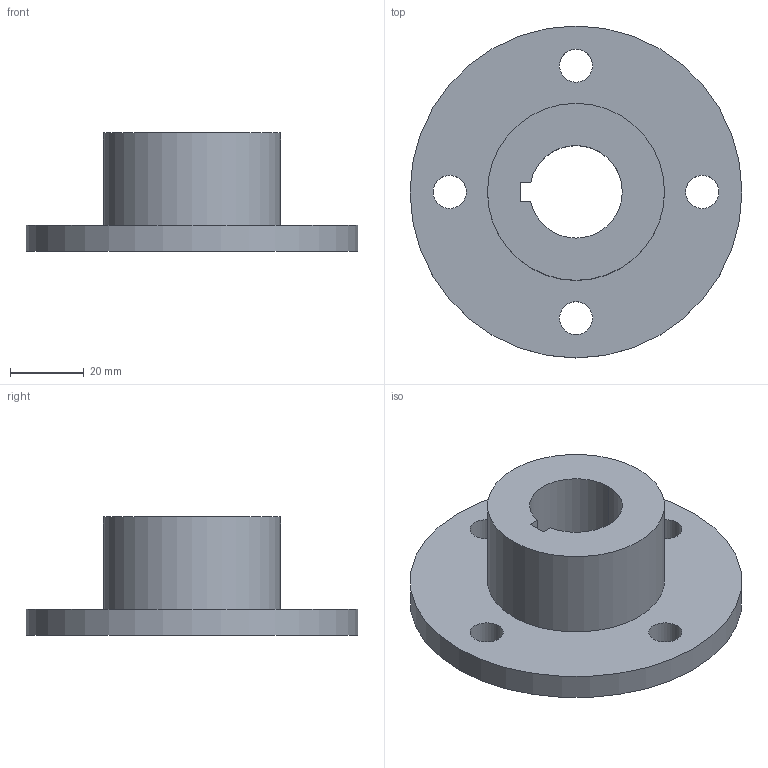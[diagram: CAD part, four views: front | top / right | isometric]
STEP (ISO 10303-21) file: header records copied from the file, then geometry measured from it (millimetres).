
FILE_DESCRIPTION(('FreeCAD Model'),'2;1');
FILE_NAME('Moyeu.step', '2019-12-25T22:48:52',('Author'),(''), 'Open CASCADE STEP processor 7.3','FreeCAD','Unknown');
FILE_SCHEMA(('AUTOMOTIVE_DESIGN { 1 0 10303 214 1 1 1 1 }'));
Length unit declared in the file: millimetre
Products named in the file (1): Pocket002
Bounding box: 90 x 90 x 32 mm (x, y, z)
Volume: 71738.1 mm3; surface area: 20438.2 mm2
Topology: 1 solids, 1 shells, 14 faces, 33 edges, 22 vertices
Faces by surface type: cylinder 8, plane 6
Full cylindrical faces by diameter (mm): 9 x4, 48 x1, 90 x1
Entity records: 867 total; most frequent: CARTESIAN_POINT 152, DIRECTION 129, ORIENTED_EDGE 66, PCURVE 66, DEFINITIONAL_REPRESENTATION 66, LINE 51, VECTOR 51, EDGE_CURVE 33
